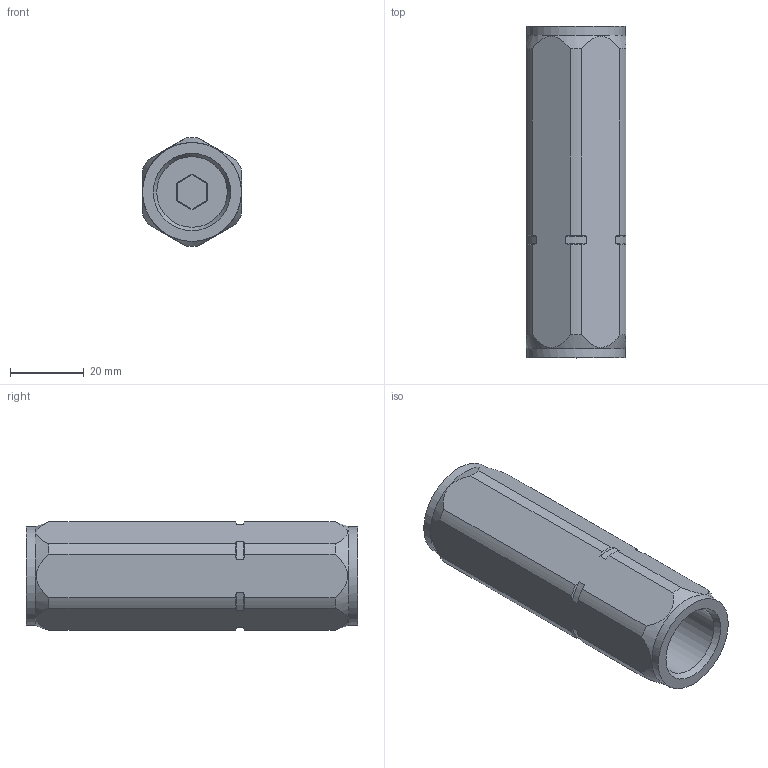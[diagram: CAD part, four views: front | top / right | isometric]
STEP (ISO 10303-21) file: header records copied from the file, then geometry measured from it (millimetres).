
FILE_DESCRIPTION(/* description */ ('Unknown'),/* implementation_level */ '2;1');
FILE_NAME(/* name */ '200264540',/* time_stamp */ '2020-05-18T08:05:48+02:00',/* author */ ('Unknown'),/* organization */ ('Unknown'),/* preprocessor_version */ 'ST-DEVELOPER v16.7',/* originating_system */ 'DEX',/* authorisation */ $);
FILE_SCHEMA (('AUTOMOTIVE_DESIGN {1 0 10303 214 3 1 1}'));
Length unit declared in the file: millimetre
Products named in the file (1): Part2
Bounding box: 27 x 90 x 29.49 mm (x, y, z)
Volume: 44764.1 mm3; surface area: 11542.6 mm2
Topology: 1 solids, 1 shells, 381 faces, 942 edges, 625 vertices
Faces by surface type: plane 260, bspline 81, cylinder 23, cone 17
Full cylindrical faces by diameter (mm): 19.13 x3, 26.8 x2
Entity records: 17078 total; most frequent: CARTESIAN_POINT 6050, ORIENTED_EDGE 1818, DIRECTION 1361, EDGE_CURVE 909, LINE 663, VECTOR 663, VERTEX_POINT 620, EDGE_LOOP 471
